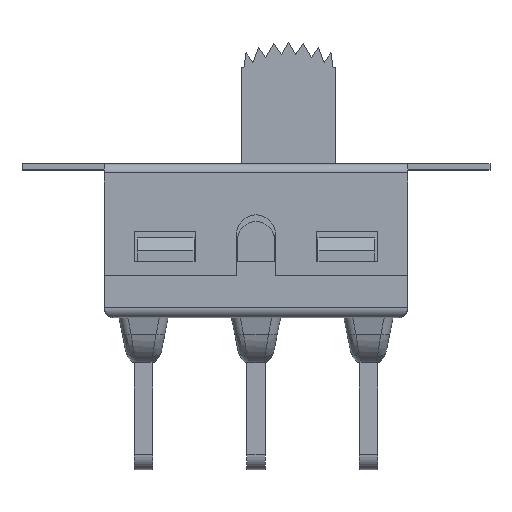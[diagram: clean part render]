
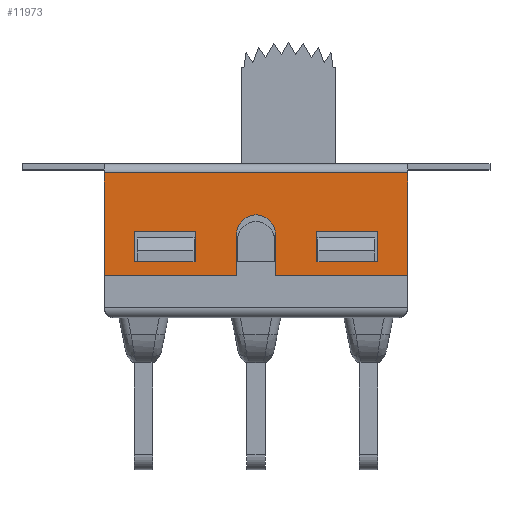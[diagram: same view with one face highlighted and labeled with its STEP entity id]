
A CAD part, top view. The second image highlights one B-rep face of the part: STEP entity #11973.
In plain terms, the highlighted planar face has unit normal (0, 0, 1).
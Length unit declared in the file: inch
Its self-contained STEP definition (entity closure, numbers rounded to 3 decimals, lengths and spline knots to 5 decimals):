
#4041=DIRECTION('',(0.,-1.,0.));
#4042=VECTOR('',#4041,0.169);
#4043=CARTESIAN_POINT('',(0.25,0.238,0.13));
#4044=LINE('',#4043,#4042);
#4053=DIRECTION('',(0.,1.,0.));
#4054=VECTOR('',#4053,0.068);
#4055=CARTESIAN_POINT('',(-0.032,0.069,0.13));
#4056=LINE('',#4055,#4054);
#4057=DIRECTION('',(-1.,0.,0.));
#4058=VECTOR('',#4057,0.5);
#4059=CARTESIAN_POINT('',(0.25,0.238,0.13));
#4060=LINE('',#4059,#4058);
#4061=DIRECTION('',(0.,1.,0.));
#4062=VECTOR('',#4061,0.068);
#4063=CARTESIAN_POINT('',(0.032,0.069,0.13));
#4064=LINE('',#4063,#4062);
#4065=CARTESIAN_POINT('',(0.,0.137,0.13));
#4066=DIRECTION('',(0.,0.,1.));
#4067=DIRECTION('',(1.,0.,0.));
#4068=AXIS2_PLACEMENT_3D('',#4065,#4066,#4067);
#4070=DIRECTION('',(-1.,0.,0.));
#4071=VECTOR('',#4070,0.003);
#4072=CARTESIAN_POINT('',(-0.099,0.092,0.13));
#4073=LINE('',#4072,#4071);
#4074=DIRECTION('',(0.,-1.,0.));
#4075=VECTOR('',#4074,0.05);
#4076=CARTESIAN_POINT('',(-0.099,0.142,0.13));
#4077=LINE('',#4076,#4075);
#4078=DIRECTION('',(1.,0.,0.));
#4079=VECTOR('',#4078,0.101);
#4080=CARTESIAN_POINT('',(-0.2,0.142,0.13));
#4081=LINE('',#4080,#4079);
#4082=DIRECTION('',(0.,1.,0.));
#4083=VECTOR('',#4082,0.05);
#4084=CARTESIAN_POINT('',(-0.2,0.092,0.13));
#4085=LINE('',#4084,#4083);
#4086=DIRECTION('',(-1.,0.,0.));
#4087=VECTOR('',#4086,0.005);
#4088=CARTESIAN_POINT('',(-0.195,0.092,0.13));
#4089=LINE('',#4088,#4087);
#4090=DIRECTION('',(-1.,0.,0.));
#4091=VECTOR('',#4090,0.005);
#4092=CARTESIAN_POINT('',(0.2,0.092,0.13));
#4093=LINE('',#4092,#4091);
#4094=DIRECTION('',(0.,-1.,0.));
#4095=VECTOR('',#4094,0.05);
#4096=CARTESIAN_POINT('',(0.2,0.142,0.13));
#4097=LINE('',#4096,#4095);
#4098=DIRECTION('',(1.,0.,0.));
#4099=VECTOR('',#4098,0.101);
#4100=CARTESIAN_POINT('',(0.099,0.142,0.13));
#4101=LINE('',#4100,#4099);
#4102=DIRECTION('',(0.,1.,0.));
#4103=VECTOR('',#4102,0.05);
#4104=CARTESIAN_POINT('',(0.099,0.092,0.13));
#4105=LINE('',#4104,#4103);
#4106=DIRECTION('',(-1.,0.,0.));
#4107=VECTOR('',#4106,0.003);
#4108=CARTESIAN_POINT('',(0.102,0.092,0.13));
#4109=LINE('',#4108,#4107);
#4122=DIRECTION('',(-1.,0.,0.));
#4123=VECTOR('',#4122,0.218);
#4124=CARTESIAN_POINT('',(0.25,0.069,0.13));
#4125=LINE('',#4124,#4123);
#4191=DIRECTION('',(0.,-1.,0.));
#4192=VECTOR('',#4191,0.169);
#4193=CARTESIAN_POINT('',(-0.25,0.238,0.13));
#4194=LINE('',#4193,#4192);
#4211=DIRECTION('',(-1.,0.,0.));
#4212=VECTOR('',#4211,0.218);
#4213=CARTESIAN_POINT('',(-0.032,0.069,0.13));
#4214=LINE('',#4213,#4212);
#4281=DIRECTION('',(1.,0.,0.));
#4282=VECTOR('',#4281,0.093);
#4283=CARTESIAN_POINT('',(-0.195,0.092,0.13));
#4284=LINE('',#4283,#4282);
#4349=DIRECTION('',(1.,0.,0.));
#4350=VECTOR('',#4349,0.093);
#4351=CARTESIAN_POINT('',(0.102,0.092,0.13));
#4352=LINE('',#4351,#4350);
#5314=CARTESIAN_POINT('',(0.25,0.238,0.13));
#5315=CARTESIAN_POINT('',(0.25,0.069,0.13));
#5316=VERTEX_POINT('',#5314);
#5317=VERTEX_POINT('',#5315);
#5318=CARTESIAN_POINT('',(-0.25,0.238,0.13));
#5319=CARTESIAN_POINT('',(-0.25,0.069,0.13));
#5320=VERTEX_POINT('',#5318);
#5321=VERTEX_POINT('',#5319);
#5434=CARTESIAN_POINT('',(-0.2,0.092,0.13));
#5435=CARTESIAN_POINT('',(-0.2,0.142,0.13));
#5436=VERTEX_POINT('',#5434);
#5437=VERTEX_POINT('',#5435);
#5438=CARTESIAN_POINT('',(-0.099,0.142,0.13));
#5439=VERTEX_POINT('',#5438);
#5440=CARTESIAN_POINT('',(-0.099,0.092,0.13));
#5441=VERTEX_POINT('',#5440);
#5442=CARTESIAN_POINT('',(-0.032,0.069,0.13));
#5443=CARTESIAN_POINT('',(-0.032,0.137,0.13));
#5444=VERTEX_POINT('',#5442);
#5445=VERTEX_POINT('',#5443);
#5446=CARTESIAN_POINT('',(0.032,0.137,0.13));
#5447=VERTEX_POINT('',#5446);
#5448=CARTESIAN_POINT('',(0.032,0.069,0.13));
#5449=VERTEX_POINT('',#5448);
#5450=CARTESIAN_POINT('',(0.099,0.092,0.13));
#5451=CARTESIAN_POINT('',(0.099,0.142,0.13));
#5452=VERTEX_POINT('',#5450);
#5453=VERTEX_POINT('',#5451);
#5454=CARTESIAN_POINT('',(0.2,0.142,0.13));
#5455=VERTEX_POINT('',#5454);
#5456=CARTESIAN_POINT('',(0.2,0.092,0.13));
#5457=VERTEX_POINT('',#5456);
#5530=CARTESIAN_POINT('',(-0.195,0.092,0.13));
#5531=CARTESIAN_POINT('',(-0.102,0.092,0.13));
#5532=VERTEX_POINT('',#5530);
#5533=VERTEX_POINT('',#5531);
#5547=CARTESIAN_POINT('',(0.195,0.092,0.13));
#5549=VERTEX_POINT('',#5547);
#5555=CARTESIAN_POINT('',(0.102,0.092,0.13));
#5557=VERTEX_POINT('',#5555);
#11924=CARTESIAN_POINT('',(0.25,0.238,0.13));
#11925=DIRECTION('',(0.,0.,-1.));
#11926=DIRECTION('',(0.,-1.,0.));
#11927=AXIS2_PLACEMENT_3D('',#11924,#11925,#11926);
#11928=PLANE('',#11927);
#11930=ORIENTED_EDGE('',*,*,#11929,.F.);
#11932=ORIENTED_EDGE('',*,*,#11931,.T.);
#11934=ORIENTED_EDGE('',*,*,#11933,.F.);
#11935=ORIENTED_EDGE('',*,*,#11804,.F.);
#11936=ORIENTED_EDGE('',*,*,#11914,.T.);
#11938=ORIENTED_EDGE('',*,*,#11937,.T.);
#11940=ORIENTED_EDGE('',*,*,#11939,.T.);
#11942=ORIENTED_EDGE('',*,*,#11941,.T.);
#11943=EDGE_LOOP('',(#11930,#11932,#11934,#11935,#11936,#11938,#11940,#11942));
#11944=FACE_OUTER_BOUND('',#11943,.F.);
#11946=ORIENTED_EDGE('',*,*,#11945,.F.);
#11948=ORIENTED_EDGE('',*,*,#11947,.F.);
#11950=ORIENTED_EDGE('',*,*,#11949,.F.);
#11952=ORIENTED_EDGE('',*,*,#11951,.F.);
#11954=ORIENTED_EDGE('',*,*,#11953,.F.);
#11956=ORIENTED_EDGE('',*,*,#11955,.T.);
#11957=EDGE_LOOP('',(#11946,#11948,#11950,#11952,#11954,#11956));
#11958=FACE_BOUND('',#11957,.F.);
#11960=ORIENTED_EDGE('',*,*,#11959,.F.);
#11962=ORIENTED_EDGE('',*,*,#11961,.F.);
#11964=ORIENTED_EDGE('',*,*,#11963,.F.);
#11966=ORIENTED_EDGE('',*,*,#11965,.F.);
#11968=ORIENTED_EDGE('',*,*,#11967,.F.);
#11970=ORIENTED_EDGE('',*,*,#11969,.T.);
#11971=EDGE_LOOP('',(#11960,#11962,#11964,#11966,#11968,#11970));
#11972=FACE_BOUND('',#11971,.F.);
#11973=ADVANCED_FACE('',(#11944,#11958,#11972),#11928,.F.);
#4069=CIRCLE('',#4068,0.032);
#11804=EDGE_CURVE('',#5316,#5320,#4060,.T.);
#11914=EDGE_CURVE('',#5316,#5317,#4044,.T.);
#11929=EDGE_CURVE('',#5444,#5445,#4056,.T.);
#11931=EDGE_CURVE('',#5444,#5321,#4214,.T.);
#11933=EDGE_CURVE('',#5320,#5321,#4194,.T.);
#11937=EDGE_CURVE('',#5317,#5449,#4125,.T.);
#11939=EDGE_CURVE('',#5449,#5447,#4064,.T.);
#11941=EDGE_CURVE('',#5447,#5445,#4069,.T.);
#11945=EDGE_CURVE('',#5441,#5533,#4073,.T.);
#11947=EDGE_CURVE('',#5439,#5441,#4077,.T.);
#11949=EDGE_CURVE('',#5437,#5439,#4081,.T.);
#11951=EDGE_CURVE('',#5436,#5437,#4085,.T.);
#11953=EDGE_CURVE('',#5532,#5436,#4089,.T.);
#11955=EDGE_CURVE('',#5532,#5533,#4284,.T.);
#11959=EDGE_CURVE('',#5457,#5549,#4093,.T.);
#11961=EDGE_CURVE('',#5455,#5457,#4097,.T.);
#11963=EDGE_CURVE('',#5453,#5455,#4101,.T.);
#11965=EDGE_CURVE('',#5452,#5453,#4105,.T.);
#11967=EDGE_CURVE('',#5557,#5452,#4109,.T.);
#11969=EDGE_CURVE('',#5557,#5549,#4352,.T.);
